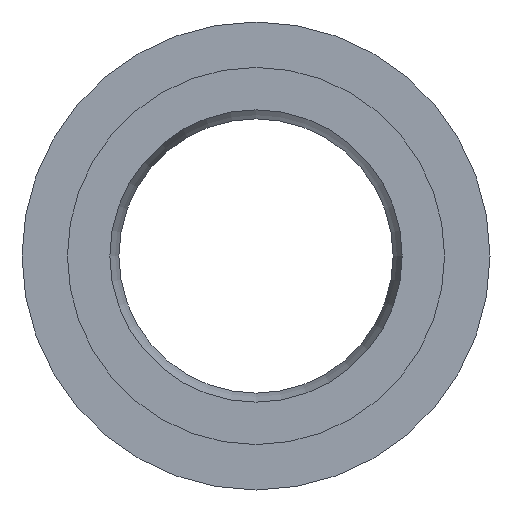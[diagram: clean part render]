
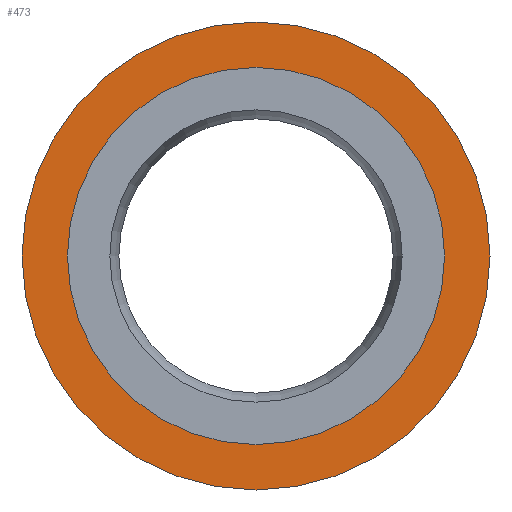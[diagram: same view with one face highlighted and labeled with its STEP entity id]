
A CAD part, left-side view. The second image highlights one B-rep face of the part: STEP entity #473.
In plain terms, the highlighted planar face has unit normal (-1, 0, 0).
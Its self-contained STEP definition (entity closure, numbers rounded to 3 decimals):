
#56=PLANE($,#549);
#104=FACE_BOUND($,#196,.T.);
#138=FACE_OUTER_BOUND($,#195,.T.);
#195=EDGE_LOOP($,(#397));
#196=EDGE_LOOP($,(#398));
#248=CIRCLE($,#530,26.);
#250=CIRCLE($,#533,20.95);
#281=VERTEX_POINT($,#795);
#283=VERTEX_POINT($,#800);
#320=EDGE_CURVE($,#281,#281,#248,.T.);
#322=EDGE_CURVE($,#283,#283,#250,.T.);
#397=ORIENTED_EDGE($,*,*,#320,.F.);
#398=ORIENTED_EDGE($,*,*,#322,.T.);
#473=ADVANCED_FACE($,(#138,#104),#56,.T.);
#530=AXIS2_PLACEMENT_3D($,#796,#642,#643);
#533=AXIS2_PLACEMENT_3D($,#801,#648,#649);
#549=AXIS2_PLACEMENT_3D($,#828,#686,#687);
#642=DIRECTION('center_axis',(1.,0.,0.));
#643=DIRECTION('ref_axis',(0.,1.,0.));
#648=DIRECTION('center_axis',(1.,0.,0.));
#649=DIRECTION('ref_axis',(0.,1.,0.));
#686=DIRECTION('center_axis',(-1.,0.,0.));
#687=DIRECTION('ref_axis',(0.,0.,-1.));
#795=CARTESIAN_POINT('',(21.4,-26.,0.));
#796=CARTESIAN_POINT('Origin',(21.4,0.,0.));
#800=CARTESIAN_POINT('',(21.4,-20.95,0.));
#801=CARTESIAN_POINT('Origin',(21.4,0.,0.));
#828=CARTESIAN_POINT('Origin',(21.4,23.475,0.));
